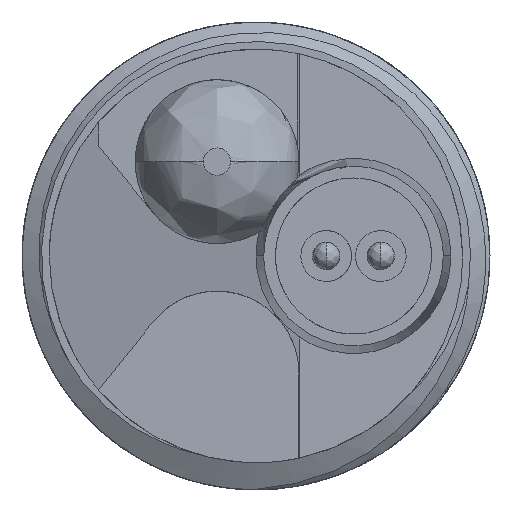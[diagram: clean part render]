
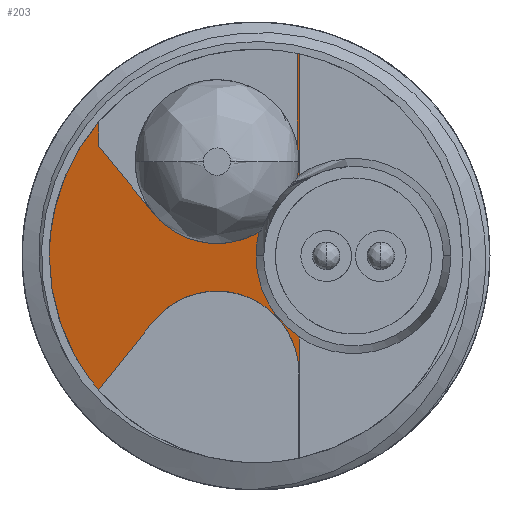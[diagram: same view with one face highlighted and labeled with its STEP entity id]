
A CAD part, front view. The second image highlights one B-rep face of the part: STEP entity #203.
In plain terms, the highlighted free-form (B-spline) face has degree [1, 1] with [2, 2] control points.
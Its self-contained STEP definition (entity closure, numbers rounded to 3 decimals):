
#35=CARTESIAN_POINT('',(-4.028,-0.5,-3.427));
#36=VERTEX_POINT('',#35);
#44=CARTESIAN_POINT('',(-2.641,-0.843,-1.69));
#45=VERTEX_POINT('',#44);
#51=CARTESIAN_POINT('',(-2.641,-0.843,-1.69));
#52=CARTESIAN_POINT('',(-4.028,-0.5,-3.427));
#53=B_SPLINE_CURVE_WITH_KNOTS('',1,(#51,#52),.POLYLINE_FORM.,.F.,.U.,(2,2),(0.,1.),.UNSPECIFIED.);
#54=EDGE_CURVE('',#45,#36,#53,.T.);
#59=CARTESIAN_POINT('',(19.7,-6.367,13.152));
#60=CARTESIAN_POINT('',(19.7,-6.367,-25.152));
#61=CARTESIAN_POINT('',(-17.483,2.827,13.152));
#62=CARTESIAN_POINT('',(-17.483,2.827,-25.152));
#63=B_SPLINE_SURFACE_WITH_KNOTS('',1,1,((#59,#60),(#61,#62)),.PLANE_SURF.,.F.,.F.,.U.,(2,2),(2,2),(0.,1.),(0.,1.),.UNSPECIFIED.);
#64=CARTESIAN_POINT('',(1.108,-1.77,2.077));
#65=VERTEX_POINT('',#64);
#66=CARTESIAN_POINT('',(1.108,-1.77,5.183));
#67=VERTEX_POINT('',#66);
#68=CARTESIAN_POINT('',(1.108,-1.77,2.077));
#69=CARTESIAN_POINT('',(1.108,-1.77,5.183));
#70=B_SPLINE_CURVE_WITH_KNOTS('',1,(#68,#69),.POLYLINE_FORM.,.F.,.U.,(2,2),(0.,1.),.UNSPECIFIED.);
#71=EDGE_CURVE('',#65,#67,#70,.T.);
#72=ORIENTED_EDGE('',*,*,#71,.T.);
#73=CARTESIAN_POINT('',(1.057,-1.757,5.193));
#74=VERTEX_POINT('',#73);
#75=CARTESIAN_POINT('',(1.108,-1.77,5.183));
#76=CARTESIAN_POINT('',(1.091,-1.766,5.186));
#77=CARTESIAN_POINT('',(1.074,-1.762,5.19));
#78=CARTESIAN_POINT('',(1.057,-1.757,5.193));
#79=B_SPLINE_CURVE_WITH_KNOTS('',3,(#75,#76,#77,#78),.UNSPECIFIED.,.F.,.U.,(4,4),(0.,1.),.UNSPECIFIED.);
#80=EDGE_CURVE('',#67,#74,#79,.T.);
#81=ORIENTED_EDGE('',*,*,#80,.T.);
#82=CARTESIAN_POINT('',(1.057,-1.757,2.841));
#83=VERTEX_POINT('',#82);
#84=CARTESIAN_POINT('',(1.057,-1.757,5.193));
#85=CARTESIAN_POINT('',(1.057,-1.757,2.841));
#86=B_SPLINE_CURVE_WITH_KNOTS('',1,(#84,#85),.POLYLINE_FORM.,.F.,.U.,(2,2),(0.,1.),.UNSPECIFIED.);
#87=EDGE_CURVE('',#74,#83,#86,.T.);
#88=ORIENTED_EDGE('',*,*,#87,.T.);
#89=CARTESIAN_POINT('',(1.1,-1.768,2.42));
#90=VERTEX_POINT('',#89);
#91=CARTESIAN_POINT('',(1.057,-1.757,2.841));
#92=CARTESIAN_POINT('',(1.086,-1.764,2.702));
#93=CARTESIAN_POINT('',(1.1,-1.768,2.562));
#94=CARTESIAN_POINT('',(1.1,-1.768,2.42));
#95=B_SPLINE_CURVE_WITH_KNOTS('',3,(#91,#92,#93,#94),.UNSPECIFIED.,.F.,.U.,(4,4),(0.,1.),.UNSPECIFIED.);
#96=EDGE_CURVE('',#83,#90,#95,.T.);
#97=ORIENTED_EDGE('',*,*,#96,.T.);
#98=CARTESIAN_POINT('',(-2.627,-0.846,1.093));
#99=VERTEX_POINT('',#98);
#100=CARTESIAN_POINT('',(1.1,-1.768,2.42));
#101=CARTESIAN_POINT('',(1.1,-1.768,2.296));
#102=CARTESIAN_POINT('',(1.081,-1.763,2.103));
#103=CARTESIAN_POINT('',(1.015,-1.747,1.796));
#104=CARTESIAN_POINT('',(0.9,-1.718,1.504));
#105=CARTESIAN_POINT('',(0.736,-1.678,1.225));
#106=CARTESIAN_POINT('',(0.493,-1.618,0.923));
#107=CARTESIAN_POINT('',(0.155,-1.534,0.642));
#108=CARTESIAN_POINT('',(-0.292,-1.424,0.423));
#109=CARTESIAN_POINT('',(-0.777,-1.304,0.312));
#110=CARTESIAN_POINT('',(-1.216,-1.195,0.317));
#111=CARTESIAN_POINT('',(-1.595,-1.102,0.398));
#112=CARTESIAN_POINT('',(-1.897,-1.027,0.511));
#113=CARTESIAN_POINT('',(-2.17,-0.959,0.665));
#114=CARTESIAN_POINT('',(-2.414,-0.899,0.861));
#115=CARTESIAN_POINT('',(-2.55,-0.865,0.998));
#116=CARTESIAN_POINT('',(-2.627,-0.846,1.093));
#117=B_SPLINE_CURVE_WITH_KNOTS('',3,(#100,#101,#102,#103,#104,#105,#106,#107,#108,#109,#110,#111,#112,#113,#114,#115,#116),.UNSPECIFIED.,.F.,.U.,(4,1,1,1,1,1,1,1,1,1,1,1,1,1,4),(0.,0.031,0.063,0.125,0.188,0.25,0.375,0.5,0.625,0.75,0.813,0.875,0.938,0.969,1.),.UNSPECIFIED.);
#118=EDGE_CURVE('',#90,#99,#117,.T.);
#119=ORIENTED_EDGE('',*,*,#118,.T.);
#120=CARTESIAN_POINT('',(-4.028,-0.5,2.81));
#121=VERTEX_POINT('',#120);
#122=CARTESIAN_POINT('',(-2.627,-0.846,1.093));
#123=CARTESIAN_POINT('',(-4.028,-0.5,2.81));
#124=B_SPLINE_CURVE_WITH_KNOTS('',1,(#122,#123),.POLYLINE_FORM.,.F.,.U.,(2,2),(0.,1.),.UNSPECIFIED.);
#125=EDGE_CURVE('',#99,#121,#124,.T.);
#126=ORIENTED_EDGE('',*,*,#125,.T.);
#127=CARTESIAN_POINT('',(-4.028,-0.5,3.444));
#128=VERTEX_POINT('',#127);
#129=CARTESIAN_POINT('',(-4.028,-0.5,2.81));
#130=CARTESIAN_POINT('',(-4.028,-0.5,3.444));
#131=B_SPLINE_CURVE_WITH_KNOTS('',1,(#129,#130),.POLYLINE_FORM.,.F.,.U.,(2,2),(0.,1.),.UNSPECIFIED.);
#132=EDGE_CURVE('',#121,#128,#131,.T.);
#133=ORIENTED_EDGE('',*,*,#132,.T.);
#134=CARTESIAN_POINT('',(-5.3,-0.186,0.));
#135=VERTEX_POINT('',#134);
#136=CARTESIAN_POINT('',(-4.028,-0.5,3.444));
#137=CARTESIAN_POINT('',(-4.449,-0.396,2.952));
#138=CARTESIAN_POINT('',(-5.065,-0.244,1.878));
#139=CARTESIAN_POINT('',(-5.3,-0.186,0.657));
#140=CARTESIAN_POINT('',(-5.3,-0.186,0.));
#141=B_SPLINE_CURVE_WITH_KNOTS('',3,(#136,#137,#138,#139,#140),.UNSPECIFIED.,.F.,.U.,(4,1,4),(0.,0.5,1.),.UNSPECIFIED.);
#142=EDGE_CURVE('',#128,#135,#141,.T.);
#143=ORIENTED_EDGE('',*,*,#142,.T.);
#144=CARTESIAN_POINT('',(-4.028,-0.5,-3.444));
#145=VERTEX_POINT('',#144);
#146=CARTESIAN_POINT('',(-5.3,-0.186,0.));
#147=CARTESIAN_POINT('',(-5.3,-0.186,-0.657));
#148=CARTESIAN_POINT('',(-5.065,-0.244,-1.878));
#149=CARTESIAN_POINT('',(-4.449,-0.396,-2.952));
#150=CARTESIAN_POINT('',(-4.028,-0.5,-3.444));
#151=B_SPLINE_CURVE_WITH_KNOTS('',3,(#146,#147,#148,#149,#150),.UNSPECIFIED.,.F.,.U.,(4,1,4),(0.,0.5,1.),.UNSPECIFIED.);
#152=EDGE_CURVE('',#135,#145,#151,.T.);
#153=ORIENTED_EDGE('',*,*,#152,.T.);
#154=CARTESIAN_POINT('',(-4.028,-0.5,-3.444));
#155=CARTESIAN_POINT('',(-4.028,-0.5,-3.427));
#156=B_SPLINE_CURVE_WITH_KNOTS('',1,(#154,#155),.POLYLINE_FORM.,.F.,.U.,(2,2),(0.,1.),.UNSPECIFIED.);
#157=EDGE_CURVE('',#145,#36,#156,.T.);
#158=ORIENTED_EDGE('',*,*,#157,.T.);
#159=ORIENTED_EDGE('',*,*,#54,.F.);
#160=CARTESIAN_POINT('',(1.1,-1.768,-3.));
#161=VERTEX_POINT('',#160);
#162=CARTESIAN_POINT('',(-2.641,-0.843,-1.69));
#163=CARTESIAN_POINT('',(-2.563,-0.862,-1.593));
#164=CARTESIAN_POINT('',(-2.427,-0.896,-1.453));
#165=CARTESIAN_POINT('',(-2.183,-0.956,-1.254));
#166=CARTESIAN_POINT('',(-1.91,-1.024,-1.097));
#167=CARTESIAN_POINT('',(-1.608,-1.098,-0.982));
#168=CARTESIAN_POINT('',(-1.229,-1.192,-0.898));
#169=CARTESIAN_POINT('',(-0.789,-1.301,-0.89));
#170=CARTESIAN_POINT('',(-0.302,-1.421,-0.999));
#171=CARTESIAN_POINT('',(0.147,-1.532,-1.217));
#172=CARTESIAN_POINT('',(0.487,-1.616,-1.496));
#173=CARTESIAN_POINT('',(0.731,-1.677,-1.798));
#174=CARTESIAN_POINT('',(0.897,-1.718,-2.077));
#175=CARTESIAN_POINT('',(1.013,-1.746,-2.37));
#176=CARTESIAN_POINT('',(1.08,-1.763,-2.679));
#177=CARTESIAN_POINT('',(1.1,-1.768,-2.874));
#178=CARTESIAN_POINT('',(1.1,-1.768,-3.));
#179=B_SPLINE_CURVE_WITH_KNOTS('',3,(#162,#163,#164,#165,#166,#167,#168,#169,#170,#171,#172,#173,#174,#175,#176,#177,#178),.UNSPECIFIED.,.F.,.U.,(4,1,1,1,1,1,1,1,1,1,1,1,1,1,4),(0.,0.031,0.063,0.125,0.188,0.25,0.375,0.5,0.625,0.75,0.813,0.875,0.938,0.969,1.),.UNSPECIFIED.);
#180=EDGE_CURVE('',#45,#161,#179,.T.);
#181=ORIENTED_EDGE('',*,*,#180,.T.);
#182=CARTESIAN_POINT('',(1.104,-1.769,-5.184));
#183=VERTEX_POINT('',#182);
#184=CARTESIAN_POINT('',(1.1,-1.768,-3.));
#185=CARTESIAN_POINT('',(1.1,-1.768,-5.184));
#186=B_SPLINE_CURVE_WITH_KNOTS('',1,(#184,#185),.POLYLINE_FORM.,.F.,.U.,(2,2),(0.,1.),.UNSPECIFIED.);
#187=EDGE_CURVE('',#161,#183,#186,.T.);
#188=ORIENTED_EDGE('',*,*,#187,.T.);
#189=CARTESIAN_POINT('',(1.108,-1.77,-2.077));
#190=VERTEX_POINT('',#189);
#191=CARTESIAN_POINT('',(1.108,-1.77,-5.183));
#192=CARTESIAN_POINT('',(1.108,-1.77,-2.077));
#193=B_SPLINE_CURVE_WITH_KNOTS('',1,(#191,#192),.POLYLINE_FORM.,.F.,.U.,(2,2),(0.,1.),.UNSPECIFIED.);
#194=EDGE_CURVE('',#183,#190,#193,.T.);
#195=ORIENTED_EDGE('',*,*,#194,.T.);
#196=CARTESIAN_POINT('',(1.108,-1.77,-2.077));
#197=CARTESIAN_POINT('',(1.108,-1.77,2.077));
#198=B_SPLINE_CURVE_WITH_KNOTS('',1,(#196,#197),.POLYLINE_FORM.,.F.,.U.,(2,2),(0.,1.),.UNSPECIFIED.);
#199=EDGE_CURVE('',#190,#65,#198,.T.);
#200=ORIENTED_EDGE('',*,*,#199,.T.);
#201=EDGE_LOOP('',(#72,#81,#88,#97,#119,#126,#133,#143,#153,#158,#159,#181,#188,#195,#200));
#202=FACE_OUTER_BOUND('',#201,.T.);
#203=ADVANCED_FACE('',(#202),#63,.T.);
